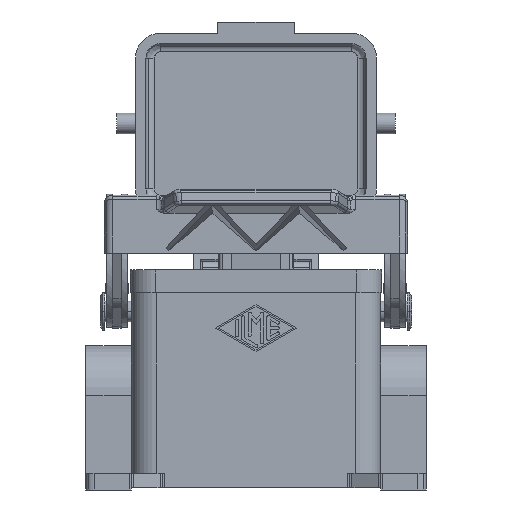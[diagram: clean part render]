
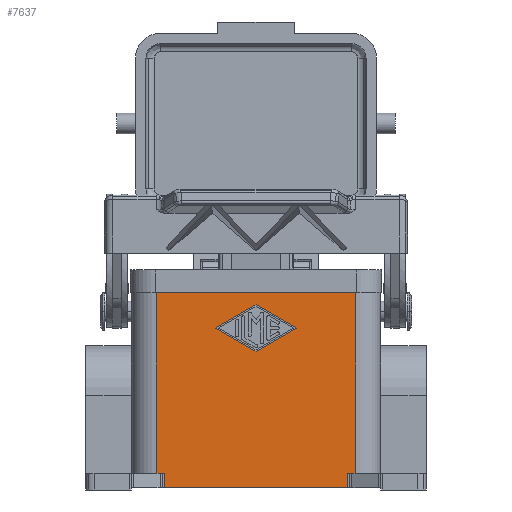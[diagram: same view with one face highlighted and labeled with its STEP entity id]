
A CAD part, front view. The second image highlights one B-rep face of the part: STEP entity #7637.
In plain terms, the highlighted planar face has unit normal (0, -1, 0).
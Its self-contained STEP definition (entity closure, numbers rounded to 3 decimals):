
#6758=CARTESIAN_POINT('',(22.103,-21.75,-23.5));
#6759=VERTEX_POINT('',#6758);
#6767=CARTESIAN_POINT('',(-22.103,-21.75,-23.5));
#6768=VERTEX_POINT('',#6767);
#6769=CARTESIAN_POINT('',(22.103,-21.75,-23.5));
#6770=DIRECTION('',(-1.0,0.0,0.0));
#6771=VECTOR('',#6770,44.206);
#6772=LINE('',#6769,#6771);
#6773=EDGE_CURVE('',#6759,#6768,#6772,.T.);
#7209=CARTESIAN_POINT('',(-22.103,-21.75,-20.));
#7210=VERTEX_POINT('',#7209);
#7218=CARTESIAN_POINT('',(-24.,-21.75,-20.));
#7219=VERTEX_POINT('',#7218);
#7220=CARTESIAN_POINT('',(-24.,-21.75,-20.));
#7221=DIRECTION('',(1.0,0.0,0.0));
#7222=VECTOR('',#7221,1.897);
#7223=LINE('',#7220,#7222);
#7224=EDGE_CURVE('',#7219,#7210,#7223,.T.);
#7538=CARTESIAN_POINT('',(22.103,-21.75,-20.));
#7539=VERTEX_POINT('',#7538);
#7547=CARTESIAN_POINT('',(22.103,-21.75,-20.));
#7548=DIRECTION('',(0.0,0.0,-1.0));
#7549=VECTOR('',#7548,3.5);
#7550=LINE('',#7547,#7549);
#7551=EDGE_CURVE('',#7539,#6759,#7550,.T.);
#7557=CARTESIAN_POINT('',(24.,-21.75,1.5));
#7558=DIRECTION('',(0.0,-1.0,0.0));
#7559=DIRECTION('',(0.0,0.0,-1.0));
#7560=AXIS2_PLACEMENT_3D('',#7557,#7558,#7559);
#7561=PLANE('',#7560);
#7562=ORIENTED_EDGE('',*,*,#7551,.F.);
#7563=CARTESIAN_POINT('',(24.,-21.75,-20.));
#7564=VERTEX_POINT('',#7563);
#7565=CARTESIAN_POINT('',(22.103,-21.75,-20.));
#7566=DIRECTION('',(1.0,0.0,0.0));
#7567=VECTOR('',#7566,1.897);
#7568=LINE('',#7565,#7567);
#7569=EDGE_CURVE('',#7539,#7564,#7568,.T.);
#7570=ORIENTED_EDGE('',*,*,#7569,.T.);
#7571=CARTESIAN_POINT('',(24.,-21.75,23.5));
#7572=VERTEX_POINT('',#7571);
#7573=CARTESIAN_POINT('',(24.,-21.75,-20.));
#7574=DIRECTION('',(0.0,0.0,1.0));
#7575=VECTOR('',#7574,43.5);
#7576=LINE('',#7573,#7575);
#7577=EDGE_CURVE('',#7564,#7572,#7576,.T.);
#7578=ORIENTED_EDGE('',*,*,#7577,.T.);
#7579=CARTESIAN_POINT('',(-24.,-21.75,23.5));
#7580=VERTEX_POINT('',#7579);
#7581=CARTESIAN_POINT('',(24.,-21.75,23.5));
#7582=DIRECTION('',(-1.0,0.0,0.0));
#7583=VECTOR('',#7582,48.);
#7584=LINE('',#7581,#7583);
#7585=EDGE_CURVE('',#7572,#7580,#7584,.T.);
#7586=ORIENTED_EDGE('',*,*,#7585,.T.);
#7587=CARTESIAN_POINT('',(-24.,-21.75,-20.));
#7588=DIRECTION('',(0.0,0.0,1.0));
#7589=VECTOR('',#7588,43.5);
#7590=LINE('',#7587,#7589);
#7591=EDGE_CURVE('',#7219,#7580,#7590,.T.);
#7592=ORIENTED_EDGE('',*,*,#7591,.F.);
#7593=ORIENTED_EDGE('',*,*,#7224,.T.);
#7594=CARTESIAN_POINT('',(-22.103,-21.75,-23.5));
#7595=DIRECTION('',(0.0,0.0,1.0));
#7596=VECTOR('',#7595,3.5);
#7597=LINE('',#7594,#7596);
#7598=EDGE_CURVE('',#6768,#7210,#7597,.T.);
#7599=ORIENTED_EDGE('',*,*,#7598,.F.);
#7600=ORIENTED_EDGE('',*,*,#6773,.F.);
#7601=EDGE_LOOP('',(#7562,#7570,#7578,#7586,#7592,#7593,#7599,#7600));
#7602=FACE_OUTER_BOUND('',#7601,.T.);
#7603=CARTESIAN_POINT('',(0.,-21.75,9.375));
#7604=VERTEX_POINT('',#7603);
#7605=CARTESIAN_POINT('',(-9.75,-21.75,15.));
#7606=VERTEX_POINT('',#7605);
#7607=CARTESIAN_POINT('',(0.,-21.75,9.375));
#7608=DIRECTION('',(-0.866,0.0,0.5));
#7609=VECTOR('',#7608,11.256);
#7610=LINE('',#7607,#7609);
#7611=EDGE_CURVE('',#7604,#7606,#7610,.T.);
#7612=ORIENTED_EDGE('',*,*,#7611,.T.);
#7613=CARTESIAN_POINT('',(0.,-21.75,20.625));
#7614=VERTEX_POINT('',#7613);
#7615=CARTESIAN_POINT('',(-9.75,-21.75,15.));
#7616=DIRECTION('',(0.866,0.0,0.5));
#7617=VECTOR('',#7616,11.256);
#7618=LINE('',#7615,#7617);
#7619=EDGE_CURVE('',#7606,#7614,#7618,.T.);
#7620=ORIENTED_EDGE('',*,*,#7619,.T.);
#7621=CARTESIAN_POINT('',(9.75,-21.75,15.));
#7622=VERTEX_POINT('',#7621);
#7623=CARTESIAN_POINT('',(0.,-21.75,20.625));
#7624=DIRECTION('',(0.866,0.0,-0.5));
#7625=VECTOR('',#7624,11.256);
#7626=LINE('',#7623,#7625);
#7627=EDGE_CURVE('',#7614,#7622,#7626,.T.);
#7628=ORIENTED_EDGE('',*,*,#7627,.T.);
#7629=CARTESIAN_POINT('',(9.75,-21.75,15.));
#7630=DIRECTION('',(-0.866,0.0,-0.5));
#7631=VECTOR('',#7630,11.256);
#7632=LINE('',#7629,#7631);
#7633=EDGE_CURVE('',#7622,#7604,#7632,.T.);
#7634=ORIENTED_EDGE('',*,*,#7633,.T.);
#7635=EDGE_LOOP('',(#7612,#7620,#7628,#7634));
#7636=FACE_BOUND('',#7635,.T.);
#7637=ADVANCED_FACE('',(#7602,#7636),#7561,.T.);
